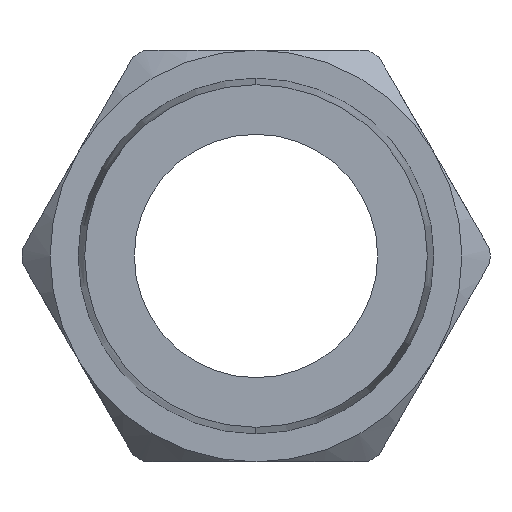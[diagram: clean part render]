
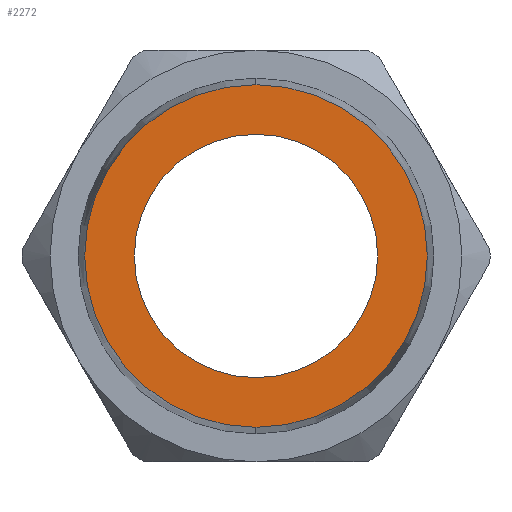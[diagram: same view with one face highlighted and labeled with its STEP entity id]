
A CAD part, left-side view. The second image highlights one B-rep face of the part: STEP entity #2272.
In plain terms, the highlighted planar face has unit normal (-1, 0, 0).
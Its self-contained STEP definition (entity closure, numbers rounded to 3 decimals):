
#16 = DIRECTION ( 'NONE',  ( 0., 0., -1. ) ) ;
#41 = VERTEX_POINT ( 'NONE', #3005 ) ;
#249 = ORIENTED_EDGE ( 'NONE', *, *, #3503, .T. ) ;
#290 = CARTESIAN_POINT ( 'NONE',  ( 0., 0., 0. ) ) ;
#348 = EDGE_LOOP ( 'NONE', ( #2434, #4140 ) ) ;
#396 = EDGE_CURVE ( 'NONE', #1401, #41, #1418, .T. ) ;
#792 = CARTESIAN_POINT ( 'NONE',  ( 0., 0., 0. ) ) ;
#1105 = EDGE_CURVE ( 'NONE', #41, #1401, #3442, .T. ) ;
#1192 = CARTESIAN_POINT ( 'NONE',  ( 0., 0., 0. ) ) ;
#1313 = DIRECTION ( 'NONE',  ( 0., 0., 1. ) ) ;
#1401 = VERTEX_POINT ( 'NONE', #3879 ) ;
#1418 = CIRCLE ( 'NONE', #3361, 9.15 ) ;
#1502 = FACE_BOUND ( 'NONE', #3155, .T. ) ;
#1516 = AXIS2_PLACEMENT_3D ( 'NONE', #290, #3368, #1914 ) ;
#1519 = AXIS2_PLACEMENT_3D ( 'NONE', #4492, #1601, #16 ) ;
#1601 = DIRECTION ( 'NONE',  ( 1., 0., 0. ) ) ;
#1747 = CARTESIAN_POINT ( 'NONE',  ( 0., 0., -6.5 ) ) ;
#1914 = DIRECTION ( 'NONE',  ( 0., 0., -1. ) ) ;
#2272 = ADVANCED_FACE ( 'NONE', ( #1502, #3527 ), #2788, .F. ) ;
#2352 = DIRECTION ( 'NONE',  ( 0., 0., -1. ) ) ;
#2434 = ORIENTED_EDGE ( 'NONE', *, *, #1105, .T. ) ;
#2636 = ORIENTED_EDGE ( 'NONE', *, *, #2777, .T. ) ;
#2777 = EDGE_CURVE ( 'NONE', #2908, #4847, #4981, .T. ) ;
#2788 = PLANE ( 'NONE',  #4342 ) ;
#2908 = VERTEX_POINT ( 'NONE', #1747 ) ;
#3005 = CARTESIAN_POINT ( 'NONE',  ( 0., 0., -9.15 ) ) ;
#3133 = AXIS2_PLACEMENT_3D ( 'NONE', #1192, #4652, #3519 ) ;
#3155 = EDGE_LOOP ( 'NONE', ( #249, #2636 ) ) ;
#3243 = CARTESIAN_POINT ( 'NONE',  ( 0., 0., 0. ) ) ;
#3361 = AXIS2_PLACEMENT_3D ( 'NONE', #3243, #4775, #1313 ) ;
#3368 = DIRECTION ( 'NONE',  ( 1., 0., 0. ) ) ;
#3442 = CIRCLE ( 'NONE', #3133, 9.15 ) ;
#3503 = EDGE_CURVE ( 'NONE', #4847, #2908, #3703, .T. ) ;
#3519 = DIRECTION ( 'NONE',  ( 0., 0., 1. ) ) ;
#3527 = FACE_OUTER_BOUND ( 'NONE', #348, .T. ) ;
#3703 = CIRCLE ( 'NONE', #1519, 6.5 ) ;
#3879 = CARTESIAN_POINT ( 'NONE',  ( 0., 0., 9.15 ) ) ;
#4140 = ORIENTED_EDGE ( 'NONE', *, *, #396, .T. ) ;
#4342 = AXIS2_PLACEMENT_3D ( 'NONE', #792, #4964, #2352 ) ;
#4459 = CARTESIAN_POINT ( 'NONE',  ( 0., 0., 6.5 ) ) ;
#4492 = CARTESIAN_POINT ( 'NONE',  ( 0., 0., 0. ) ) ;
#4652 = DIRECTION ( 'NONE',  ( -1., 0., 0. ) ) ;
#4775 = DIRECTION ( 'NONE',  ( -1., 0., 0. ) ) ;
#4847 = VERTEX_POINT ( 'NONE', #4459 ) ;
#4964 = DIRECTION ( 'NONE',  ( 1., 0., 0. ) ) ;
#4981 = CIRCLE ( 'NONE', #1516, 6.5 ) ;
